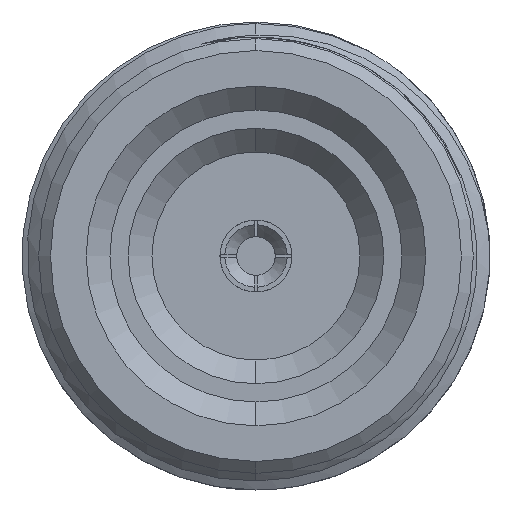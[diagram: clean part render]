
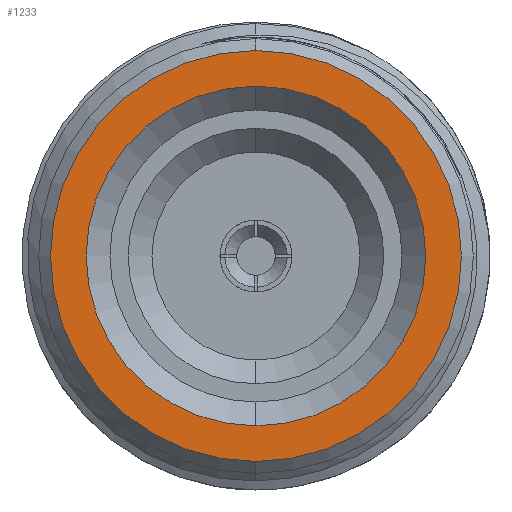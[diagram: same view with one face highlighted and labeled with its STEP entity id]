
A CAD part, left-side view. The second image highlights one B-rep face of the part: STEP entity #1233.
In plain terms, the highlighted planar face has unit normal (-1, 0, 0).
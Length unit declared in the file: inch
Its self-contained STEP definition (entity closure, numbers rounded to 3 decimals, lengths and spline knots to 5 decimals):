
#64 = CARTESIAN_POINT ( 'NONE',  ( 0., 0., 0. ) ) ;
#177 = CARTESIAN_POINT ( 'NONE',  ( 0., 0., -0.3457 ) ) ;
#477 = ORIENTED_EDGE ( 'NONE', *, *, #3122, .T. ) ;
#661 = ORIENTED_EDGE ( 'NONE', *, *, #3280, .T. ) ;
#703 = PLANE ( 'NONE',  #1281 ) ;
#790 = DIRECTION ( 'NONE',  ( 1., 0., 0. ) ) ;
#832 = CARTESIAN_POINT ( 'NONE',  ( 0., 0., 0. ) ) ;
#851 = EDGE_LOOP ( 'NONE', ( #477, #661 ) ) ;
#1005 = CARTESIAN_POINT ( 'NONE',  ( 0., 0., 0. ) ) ;
#1138 = CIRCLE ( 'NONE', #2886, 0.2857 ) ;
#1158 = DIRECTION ( 'NONE',  ( 0., 0., 1. ) ) ;
#1196 = CIRCLE ( 'NONE', #2938, 0.3457 ) ;
#1233 = ADVANCED_FACE ( 'NONE', ( #2320, #3201 ), #703, .T. ) ;
#1247 = VERTEX_POINT ( 'NONE', #3959 ) ;
#1263 = CARTESIAN_POINT ( 'NONE',  ( 0., 0., -0.2857 ) ) ;
#1281 = AXIS2_PLACEMENT_3D ( 'NONE', #64, #2883, #1432 ) ;
#1344 = DIRECTION ( 'NONE',  ( -1., 0., 0. ) ) ;
#1356 = DIRECTION ( 'NONE',  ( 0., 0., 1. ) ) ;
#1432 = DIRECTION ( 'NONE',  ( 0., 0., 1. ) ) ;
#1468 = ORIENTED_EDGE ( 'NONE', *, *, #1997, .T. ) ;
#1487 = ORIENTED_EDGE ( 'NONE', *, *, #2552, .T. ) ;
#1528 = CIRCLE ( 'NONE', #1861, 0.2857 ) ;
#1563 = CARTESIAN_POINT ( 'NONE',  ( 0., 0., 0. ) ) ;
#1596 = CIRCLE ( 'NONE', #1976, 0.3457 ) ;
#1861 = AXIS2_PLACEMENT_3D ( 'NONE', #1563, #1927, #1158 ) ;
#1927 = DIRECTION ( 'NONE',  ( 1., 0., 0. ) ) ;
#1976 = AXIS2_PLACEMENT_3D ( 'NONE', #1005, #1344, #1356 ) ;
#1997 = EDGE_CURVE ( 'NONE', #1247, #3870, #1596, .T. ) ;
#2246 = DIRECTION ( 'NONE',  ( 0., 0., 1. ) ) ;
#2320 = FACE_BOUND ( 'NONE', #851, .T. ) ;
#2552 = EDGE_CURVE ( 'NONE', #3870, #1247, #1196, .T. ) ;
#2883 = DIRECTION ( 'NONE',  ( -1., 0., 0. ) ) ;
#2886 = AXIS2_PLACEMENT_3D ( 'NONE', #832, #790, #2246 ) ;
#2938 = AXIS2_PLACEMENT_3D ( 'NONE', #4456, #4518, #4558 ) ;
#3122 = EDGE_CURVE ( 'NONE', #4186, #4129, #1138, .T. ) ;
#3201 = FACE_OUTER_BOUND ( 'NONE', #3468, .T. ) ;
#3280 = EDGE_CURVE ( 'NONE', #4129, #4186, #1528, .T. ) ;
#3468 = EDGE_LOOP ( 'NONE', ( #1487, #1468 ) ) ;
#3870 = VERTEX_POINT ( 'NONE', #177 ) ;
#3959 = CARTESIAN_POINT ( 'NONE',  ( 0., 0., 0.3457 ) ) ;
#4129 = VERTEX_POINT ( 'NONE', #1263 ) ;
#4154 = CARTESIAN_POINT ( 'NONE',  ( 0., 0., 0.2857 ) ) ;
#4186 = VERTEX_POINT ( 'NONE', #4154 ) ;
#4456 = CARTESIAN_POINT ( 'NONE',  ( 0., 0., 0. ) ) ;
#4518 = DIRECTION ( 'NONE',  ( -1., 0., 0. ) ) ;
#4558 = DIRECTION ( 'NONE',  ( 0., 0., 1. ) ) ;
